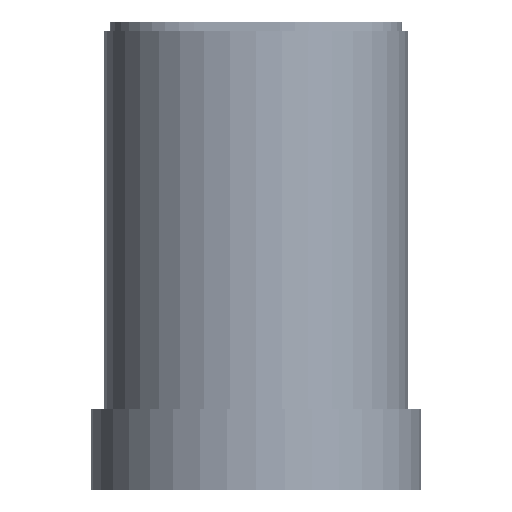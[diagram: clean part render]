
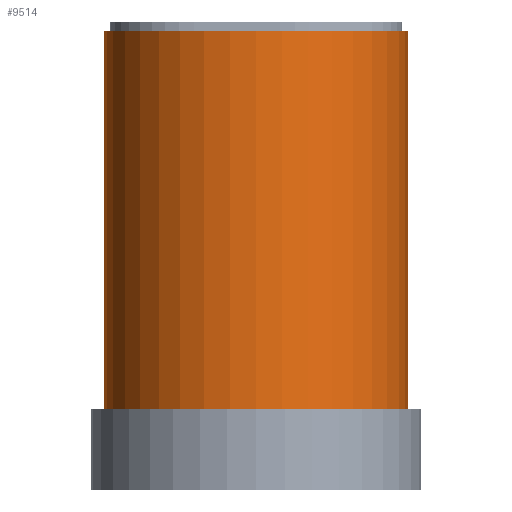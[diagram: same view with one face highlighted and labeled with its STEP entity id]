
A CAD part, left-side view. The second image highlights one B-rep face of the part: STEP entity #9514.
In plain terms, the highlighted cylindrical face has radius 4.28 mm (diameter 8.56 mm), a partial arc.
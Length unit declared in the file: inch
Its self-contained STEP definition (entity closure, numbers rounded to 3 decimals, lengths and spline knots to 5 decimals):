
#9514 = ADVANCED_FACE ( 'NONE', ( #106871 ), #106877, .T. ) ;
#10859 = CARTESIAN_POINT ( 'NONE',  ( -0.822, -0.1685, 0.495 ) ) ;
#11093 = CARTESIAN_POINT ( 'NONE',  ( -0.822, 0.1685, 0.495 ) ) ;
#11596 = CARTESIAN_POINT ( 'NONE',  ( -0.822, 0.1685, 0.075 ) ) ;
#12037 = ORIENTED_EDGE ( 'NONE', *, *, #41833, .T. ) ;
#12039 = ORIENTED_EDGE ( 'NONE', *, *, #41828, .T. ) ;
#12041 = ORIENTED_EDGE ( 'NONE', *, *, #41824, .T. ) ;
#12043 = ORIENTED_EDGE ( 'NONE', *, *, #41832, .T. ) ;
#12196 = CARTESIAN_POINT ( 'NONE',  ( -0.822, -0.1685, 0.075 ) ) ;
#16301 = VERTEX_POINT ( 'NONE', #10859 ) ;
#16625 = VERTEX_POINT ( 'NONE', #11093 ) ;
#17338 = VERTEX_POINT ( 'NONE', #11596 ) ;
#18317 = VERTEX_POINT ( 'NONE', #12196 ) ;
#20308 = EDGE_LOOP ( 'NONE', ( #12037, #12039, #12041, #12043 ) ) ;
#22438 = CARTESIAN_POINT ( 'NONE',  ( -0.822, -0.1685, -2.0797 ) ) ;
#22439 = DIRECTION ( 'NONE',  ( 0., 0., 1. ) ) ;
#22449 = CARTESIAN_POINT ( 'NONE',  ( -0.822, 0., 0.075 ) ) ;
#22450 = DIRECTION ( 'NONE',  ( 0., 0., 1. ) ) ;
#22451 = DIRECTION ( 'NONE',  ( 1., 0., 0. ) ) ;
#22452 = CARTESIAN_POINT ( 'NONE',  ( -0.822, 0.1685, -2.0797 ) ) ;
#22453 = DIRECTION ( 'NONE',  ( 0., 0., -1. ) ) ;
#22457 = CARTESIAN_POINT ( 'NONE',  ( -0.822, 0., 0.495 ) ) ;
#22458 = DIRECTION ( 'NONE',  ( 0., 0., -1. ) ) ;
#22459 = DIRECTION ( 'NONE',  ( 1., 0., 0. ) ) ;
#41824 = EDGE_CURVE ( 'NONE', #18317, #16301, #86110, .T. ) ;
#41828 = EDGE_CURVE ( 'NONE', #17338, #18317, #86118, .T. ) ;
#41832 = EDGE_CURVE ( 'NONE', #16301, #16625, #86128, .T. ) ;
#41833 = EDGE_CURVE ( 'NONE', #16625, #17338, #86133, .T. ) ;
#86110 = LINE ( 'NONE', #22438, #86115 ) ;
#86115 = VECTOR ( 'NONE', #22439, 39.37008 ) ;
#86118 = CIRCLE ( 'NONE', #103851, 0.1685 ) ;
#86128 = CIRCLE ( 'NONE', #103853, 0.1685 ) ;
#86133 = LINE ( 'NONE', #22452, #86135 ) ;
#86135 = VECTOR ( 'NONE', #22453, 39.37008 ) ;
#102117 = AXIS2_PLACEMENT_3D ( 'NONE', #107790, #107789, #107784 ) ;
#103851 = AXIS2_PLACEMENT_3D ( 'NONE', #22449, #22450, #22451 ) ;
#103853 = AXIS2_PLACEMENT_3D ( 'NONE', #22457, #22458, #22459 ) ;
#106871 = FACE_OUTER_BOUND ( 'NONE', #20308, .T. ) ;
#106877 = CYLINDRICAL_SURFACE ( 'NONE', #102117, 0.1685 ) ;
#107784 = DIRECTION ( 'NONE',  ( 1., 0., 0. ) ) ;
#107789 = DIRECTION ( 'NONE',  ( 0., 0., 1. ) ) ;
#107790 = CARTESIAN_POINT ( 'NONE',  ( -0.822, 0., -2.0797 ) ) ;
